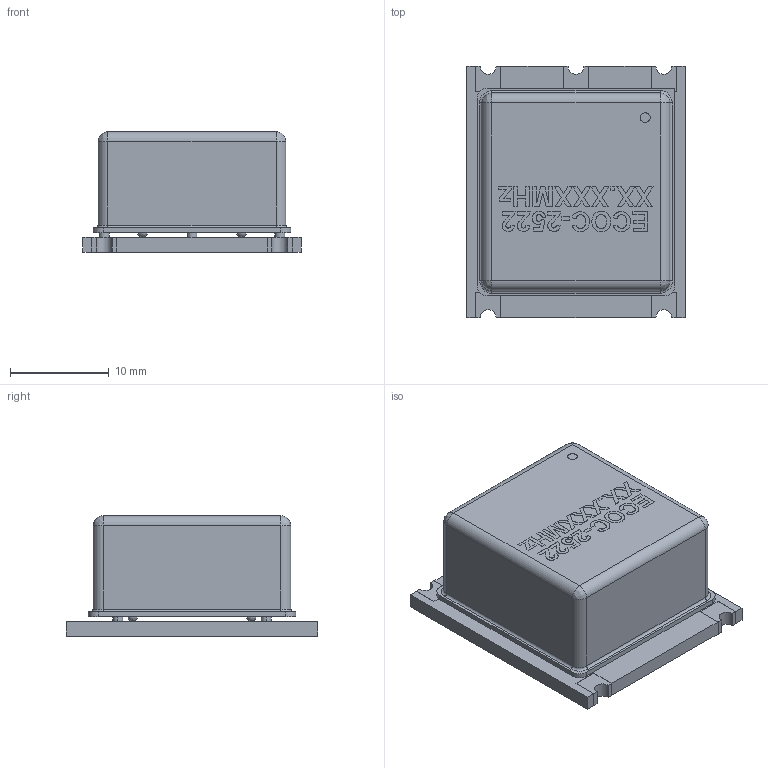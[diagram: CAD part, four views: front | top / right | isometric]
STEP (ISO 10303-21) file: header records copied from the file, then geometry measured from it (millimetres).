
FILE_DESCRIPTION (( 'STEP AP214' ), '1' );
FILE_NAME ('User Library-ECOC_2522.STEP', '2021-05-20T10:28:54', ( '' ), ( '' ), 'SwSTEP 2.0', 'SolidWorks 2020', '' );
FILE_SCHEMA (( 'AUTOMOTIVE_DESIGN' ));
Length unit declared in the file: millimetre
Products named in the file (1): User Library-ECOC_2522
Bounding box: 22.1 x 25.4 x 12.2 mm (x, y, z)
Volume: 4705.3 mm3; surface area: 2853.7 mm2
Topology: 5 solids, 5 shells, 334 faces, 911 edges, 590 vertices
Faces by surface type: plane 221, bspline 81, cylinder 32
Entity records: 14914 total; most frequent: CARTESIAN_POINT 5833, ORIENTED_EDGE 1782, DIRECTION 1337, EDGE_CURVE 891, LINE 685, VECTOR 685, VERTEX_POINT 590, EDGE_LOOP 365
